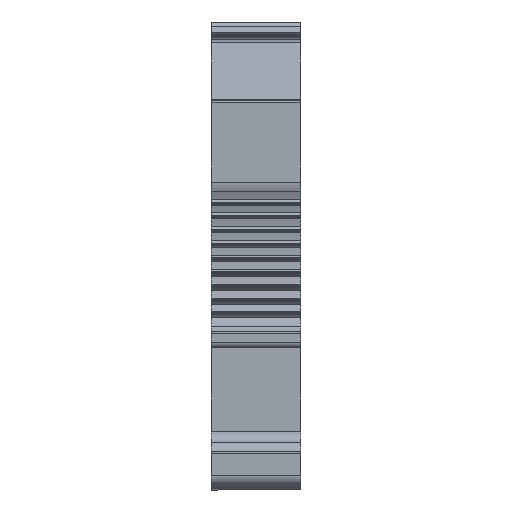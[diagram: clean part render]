
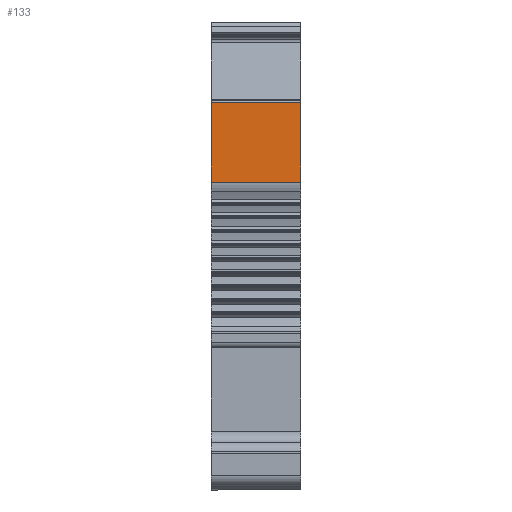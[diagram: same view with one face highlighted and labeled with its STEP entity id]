
A CAD part, front view. The second image highlights one B-rep face of the part: STEP entity #133.
In plain terms, the highlighted planar face has unit normal (0, -1, 0).
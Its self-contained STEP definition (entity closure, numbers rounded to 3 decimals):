
#133=ADVANCED_FACE('',(#536),#537,.T.);
#536=FACE_OUTER_BOUND('',#1159,.T.);
#537=PLANE('',#1160);
#1159=EDGE_LOOP('',(#2676,#2677,#2678,#2679));
#1160=AXIS2_PLACEMENT_3D('',#2680,#2681,#2682);
#2676=ORIENTED_EDGE('',*,*,#4771,.F.);
#2677=ORIENTED_EDGE('',*,*,#4882,.F.);
#2678=ORIENTED_EDGE('',*,*,#4492,.T.);
#2679=ORIENTED_EDGE('',*,*,#4881,.F.);
#2680=CARTESIAN_POINT('',(53.67,-32.768,-19.239));
#2681=DIRECTION('',(0.,-1.0,0.));
#2682=DIRECTION('',(1.0,0.0,0.));
#4492=EDGE_CURVE('',#5577,#5575,#5578,.T.);
#4771=EDGE_CURVE('',#6069,#6071,#6072,.T.);
#4881=EDGE_CURVE('',#6071,#5575,#6246,.T.);
#4882=EDGE_CURVE('',#5577,#6069,#6247,.T.);
#5575=VERTEX_POINT('',#7253);
#5577=VERTEX_POINT('',#7255);
#5578=LINE('',#7256,#7257);
#6069=VERTEX_POINT('',#7894);
#6071=VERTEX_POINT('',#7896);
#6072=LINE('',#7897,#7898);
#6246=LINE('',#8185,#8186);
#6247=LINE('',#8187,#8188);
#7253=CARTESIAN_POINT('',(53.67,-32.768,-9.504));
#7255=CARTESIAN_POINT('',(53.67,-32.768,-16.759));
#7256=CARTESIAN_POINT('',(53.67,-32.768,-16.759));
#7257=VECTOR('',#9414,7.256);
#7894=CARTESIAN_POINT('',(45.52,-32.768,-16.759));
#7896=CARTESIAN_POINT('',(45.52,-32.768,-9.504));
#7897=CARTESIAN_POINT('',(45.52,-32.768,-16.759));
#7898=VECTOR('',#9957,7.256);
#8185=CARTESIAN_POINT('',(45.52,-32.768,-9.504));
#8186=VECTOR('',#10095,8.15);
#8187=CARTESIAN_POINT('',(53.67,-32.768,-16.759));
#8188=VECTOR('',#10096,8.15);
#9414=DIRECTION('',(0.,0.,1.0));
#9957=DIRECTION('',(0.,0.,1.0));
#10095=DIRECTION('',(1.0,0.0,0.));
#10096=DIRECTION('',(-1.0,0.0,0.));
